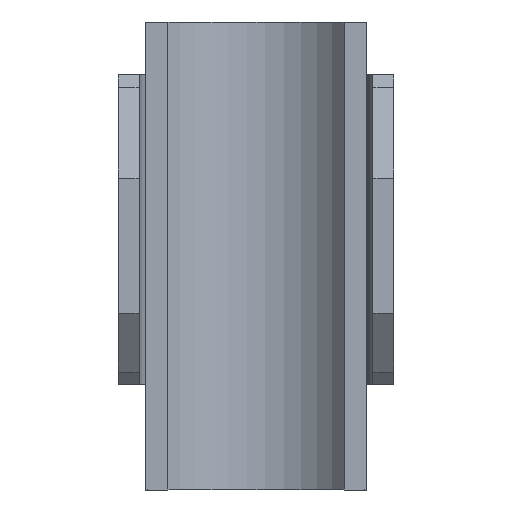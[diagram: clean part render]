
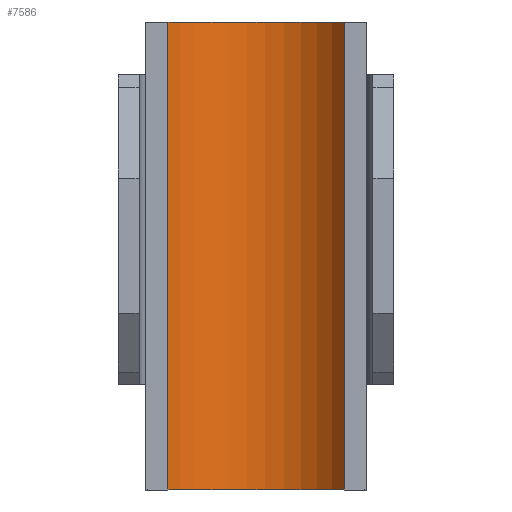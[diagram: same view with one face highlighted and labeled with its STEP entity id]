
A CAD part, front view. The second image highlights one B-rep face of the part: STEP entity #7586.
In plain terms, the highlighted cylindrical face has radius 8 mm (diameter 16 mm), a partial arc.
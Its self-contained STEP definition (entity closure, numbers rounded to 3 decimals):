
#63 = DIRECTION ( 'NONE',  ( 0., 0., -1. ) ) ;
#70 = AXIS2_PLACEMENT_3D ( 'NONE', #5290, #63, #5344 ) ;
#150 = VECTOR ( 'NONE', #5118, 1000. ) ;
#296 = EDGE_CURVE ( 'NONE', #4260, #4678, #6090, .T. ) ;
#494 = CARTESIAN_POINT ( 'NONE',  ( 6.4, -3.2, 17. ) ) ;
#817 = EDGE_CURVE ( 'NONE', #2778, #1539, #9603, .T. ) ;
#1539 = VERTEX_POINT ( 'NONE', #7825 ) ;
#1582 = LINE ( 'NONE', #4594, #9159 ) ;
#1851 = DIRECTION ( 'NONE',  ( 1., 0., 0. ) ) ;
#2611 = ORIENTED_EDGE ( 'NONE', *, *, #6384, .F. ) ;
#2725 = DIRECTION ( 'NONE',  ( 0., 0., -1. ) ) ;
#2778 = VERTEX_POINT ( 'NONE', #7889 ) ;
#3207 = ORIENTED_EDGE ( 'NONE', *, *, #296, .F. ) ;
#3396 = EDGE_LOOP ( 'NONE', ( #5132, #2611, #3207, #8671 ) ) ;
#3432 = CARTESIAN_POINT ( 'NONE',  ( 0., -8., 17. ) ) ;
#3694 = CYLINDRICAL_SURFACE ( 'NONE', #70, 8. ) ;
#4257 = DIRECTION ( 'NONE',  ( 1., 0., 0. ) ) ;
#4260 = VERTEX_POINT ( 'NONE', #8259 ) ;
#4594 = CARTESIAN_POINT ( 'NONE',  ( -6.4, -3.2, 17. ) ) ;
#4678 = VERTEX_POINT ( 'NONE', #8784 ) ;
#4824 = EDGE_CURVE ( 'NONE', #4260, #2778, #1582, .T. ) ;
#5118 = DIRECTION ( 'NONE',  ( 0., 0., -1. ) ) ;
#5132 = ORIENTED_EDGE ( 'NONE', *, *, #817, .T. ) ;
#5290 = CARTESIAN_POINT ( 'NONE',  ( 0., -8., 17. ) ) ;
#5344 = DIRECTION ( 'NONE',  ( -1., 0., 0. ) ) ;
#5580 = DIRECTION ( 'NONE',  ( 0., 0., -1. ) ) ;
#5760 = LINE ( 'NONE', #494, #150 ) ;
#5883 = DIRECTION ( 'NONE',  ( 0., 0., -1. ) ) ;
#6082 = FACE_OUTER_BOUND ( 'NONE', #3396, .T. ) ;
#6090 = CIRCLE ( 'NONE', #7537, 8. ) ;
#6384 = EDGE_CURVE ( 'NONE', #4678, #1539, #5760, .T. ) ;
#7323 = CARTESIAN_POINT ( 'NONE',  ( 0., -8., -17. ) ) ;
#7526 = AXIS2_PLACEMENT_3D ( 'NONE', #7323, #2725, #4257 ) ;
#7537 = AXIS2_PLACEMENT_3D ( 'NONE', #3432, #5580, #1851 ) ;
#7586 = ADVANCED_FACE ( 'NONE', ( #6082 ), #3694, .F. ) ;
#7825 = CARTESIAN_POINT ( 'NONE',  ( 6.4, -3.2, -17. ) ) ;
#7889 = CARTESIAN_POINT ( 'NONE',  ( -6.4, -3.2, -17. ) ) ;
#8259 = CARTESIAN_POINT ( 'NONE',  ( -6.4, -3.2, 17. ) ) ;
#8671 = ORIENTED_EDGE ( 'NONE', *, *, #4824, .T. ) ;
#8784 = CARTESIAN_POINT ( 'NONE',  ( 6.4, -3.2, 17. ) ) ;
#9159 = VECTOR ( 'NONE', #5883, 1000. ) ;
#9603 = CIRCLE ( 'NONE', #7526, 8. ) ;
